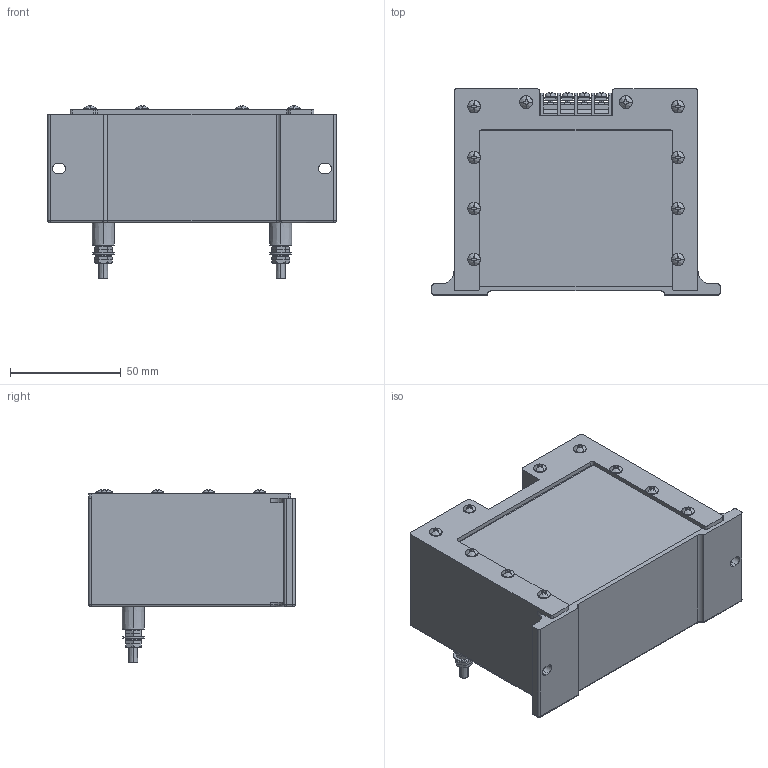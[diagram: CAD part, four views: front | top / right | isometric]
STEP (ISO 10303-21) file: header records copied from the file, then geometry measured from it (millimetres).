
FILE_DESCRIPTION (( 'STEP AP203' ), '1' );
FILE_NAME ('HVT-50ŠOŒ`.STEP', '2025-07-04T01:12:55', ( '' ), ( '' ), 'SwSTEP 2.0', 'SolidWorks 2018', '' );
FILE_SCHEMA (( 'CONFIG_CONTROL_DESIGN' ));
Length unit declared in the file: millimetre
Products named in the file (3): HVT_C; HVT-50外形; HVT_A
Assembly tree (2 placements, depth 2):
  HVT-50外形
    HVT_A
    HVT_C
Bounding box: 130 x 93 x 77.82 mm (x, y, z)
Volume: 525293.7 mm3; surface area: 64599 mm2
Topology: 24 solids, 24 shells, 908 faces, 2148 edges, 1298 vertices
Faces by surface type: bspline 604, plane 202, cylinder 82, torus 12, sphere 8
Entity records: 28889 total; most frequent: CARTESIAN_POINT 10723, ORIENTED_EDGE 4280, DIRECTION 2912, EDGE_CURVE 2140, VERTEX_POINT 1298, VECTOR 1002, LINE 1002, AXIS2_PLACEMENT_3D 955
